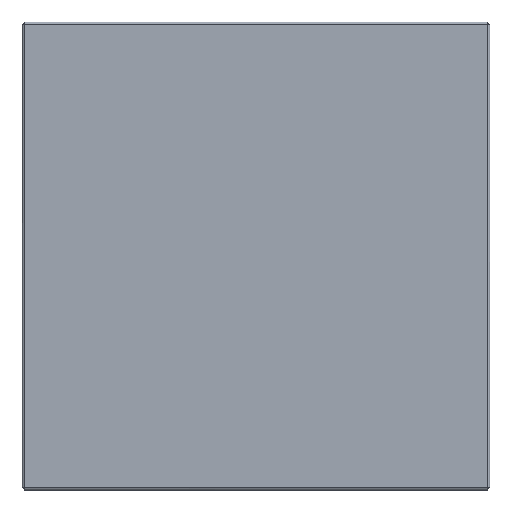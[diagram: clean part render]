
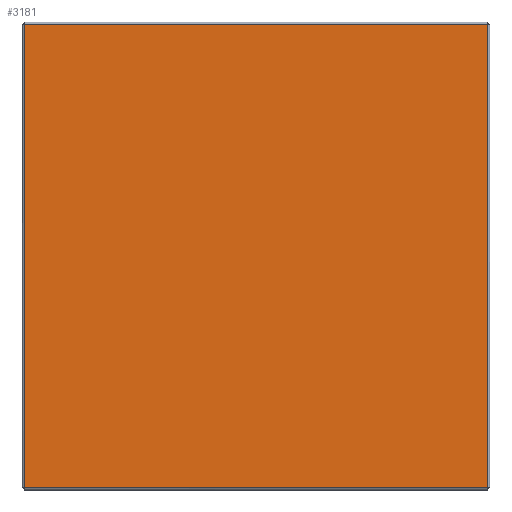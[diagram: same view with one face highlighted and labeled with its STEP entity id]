
A CAD part, top view. The second image highlights one B-rep face of the part: STEP entity #3181.
In plain terms, the highlighted planar face has unit normal (0, 0, 1).
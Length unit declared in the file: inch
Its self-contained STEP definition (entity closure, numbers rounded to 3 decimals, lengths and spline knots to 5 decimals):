
#329=PLANE($,#3396);
#523=LINE($,#5086,#735);
#528=LINE($,#5165,#740);
#532=LINE($,#5242,#744);
#536=LINE($,#5318,#748);
#735=VECTOR($,#3915,17.9458);
#740=VECTOR($,#3926,17.9458);
#744=VECTOR($,#3936,17.9458);
#748=VECTOR($,#3946,17.9458);
#1035=FACE_OUTER_BOUND($,#1247,.T.);
#1247=EDGE_LOOP($,(#2483,#2484,#2485,#2486));
#1609=VERTEX_POINT($,#5077);
#1610=VERTEX_POINT($,#5085);
#1613=VERTEX_POINT($,#5157);
#1615=VERTEX_POINT($,#5234);
#1910=EDGE_CURVE($,#1610,#1609,#523,.T.);
#1919=EDGE_CURVE($,#1609,#1613,#528,.T.);
#1927=EDGE_CURVE($,#1613,#1615,#532,.T.);
#1935=EDGE_CURVE($,#1615,#1610,#536,.T.);
#2483=ORIENTED_EDGE($,*,*,#1910,.T.);
#2484=ORIENTED_EDGE($,*,*,#1919,.T.);
#2485=ORIENTED_EDGE($,*,*,#1927,.T.);
#2486=ORIENTED_EDGE($,*,*,#1935,.T.);
#3181=ADVANCED_FACE($,(#1035),#329,.T.);
#3396=AXIS2_PLACEMENT_3D($,#5384,#3953,#3954);
#3915=DIRECTION($,(0.,1.,0.));
#3926=DIRECTION($,(-1.,0.,0.));
#3936=DIRECTION($,(0.,-1.,0.));
#3946=DIRECTION($,(1.,0.,0.));
#3953=DIRECTION('center_axis',(0.,0.,1.));
#3954=DIRECTION('ref_axis',(1.,0.,0.));
#5077=CARTESIAN_POINT('',(18.0354,18.0354,0.074));
#5085=CARTESIAN_POINT('',(18.0354,0.0896,0.074));
#5086=CARTESIAN_POINT($,(18.0354,4.57605,0.074));
#5157=CARTESIAN_POINT('',(0.0896,18.0354,0.074));
#5165=CARTESIAN_POINT($,(13.54895,18.0354,0.074));
#5234=CARTESIAN_POINT('',(0.0896,0.0896,0.074));
#5242=CARTESIAN_POINT($,(0.0896,13.54895,0.074));
#5318=CARTESIAN_POINT($,(4.57605,0.0896,0.074));
#5384=CARTESIAN_POINT('Origin',(9.0625,9.0625,0.074));
